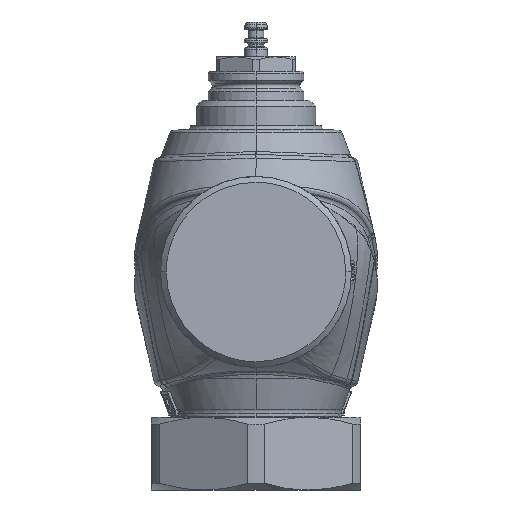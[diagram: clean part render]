
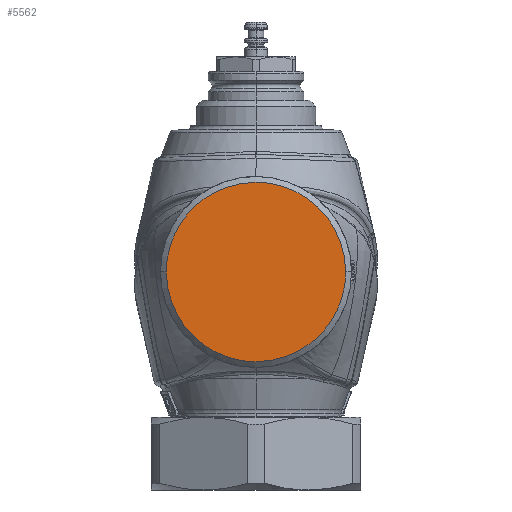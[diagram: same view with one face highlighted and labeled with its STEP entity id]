
A CAD part, left-side view. The second image highlights one B-rep face of the part: STEP entity #5562.
In plain terms, the highlighted planar face has unit normal (-1, 0, 0).
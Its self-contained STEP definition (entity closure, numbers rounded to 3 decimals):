
#5475=CARTESIAN_POINT('Axis2P3D Location',(-65.,0.,0.)) ;
#5481=CARTESIAN_POINT('Control Point',(-65.,0.,30.855)) ;
#5482=CARTESIAN_POINT('Control Point',(-65.,2.28,30.855)) ;
#5483=CARTESIAN_POINT('Control Point',(-65.,4.56,30.644)) ;
#5484=CARTESIAN_POINT('Control Point',(-65.,6.814,30.223)) ;
#5485=CARTESIAN_POINT('Control Point',(-65.,11.908,28.773)) ;
#5486=CARTESIAN_POINT('Control Point',(-65.,16.595,26.272)) ;
#5487=CARTESIAN_POINT('Control Point',(-65.,19.069,24.535)) ;
#5488=CARTESIAN_POINT('Control Point',(-65.,23.547,20.496)) ;
#5489=CARTESIAN_POINT('Control Point',(-65.,26.93,15.504)) ;
#5490=CARTESIAN_POINT('Control Point',(-65.,28.309,12.814)) ;
#5491=CARTESIAN_POINT('Control Point',(-65.,29.844,8.634)) ;
#5492=CARTESIAN_POINT('Control Point',(-65.,30.608,4.273)) ;
#5493=CARTESIAN_POINT('Control Point',(-65.,30.773,2.853)) ;
#5494=CARTESIAN_POINT('Control Point',(-65.,30.855,1.427)) ;
#5495=CARTESIAN_POINT('Control Point',(-65.,30.855,0.)) ;
#5496=CARTESIAN_POINT('Vertex',(-65.,0.,30.855)) ;
#5498=CARTESIAN_POINT('Vertex',(-65.,30.855,0.)) ;
#5502=CARTESIAN_POINT('Control Point',(-65.,30.855,0.)) ;
#5503=CARTESIAN_POINT('Control Point',(-65.,30.855,-2.993)) ;
#5504=CARTESIAN_POINT('Control Point',(-65.,30.492,-5.987)) ;
#5505=CARTESIAN_POINT('Control Point',(-65.,29.766,-8.921)) ;
#5506=CARTESIAN_POINT('Control Point',(-65.,27.617,-14.556)) ;
#5507=CARTESIAN_POINT('Control Point',(-65.,24.183,-19.514)) ;
#5508=CARTESIAN_POINT('Control Point',(-65.,22.172,-21.771)) ;
#5509=CARTESIAN_POINT('Control Point',(-65.,17.644,-25.754)) ;
#5510=CARTESIAN_POINT('Control Point',(-65.,12.295,-28.538)) ;
#5511=CARTESIAN_POINT('Control Point',(-65.,9.463,-29.598)) ;
#5512=CARTESIAN_POINT('Control Point',(-65.,5.833,-30.472)) ;
#5513=CARTESIAN_POINT('Control Point',(-65.,2.139,-30.793)) ;
#5514=CARTESIAN_POINT('Control Point',(-65.,1.427,-30.834)) ;
#5515=CARTESIAN_POINT('Control Point',(-65.,0.713,-30.855)) ;
#5516=CARTESIAN_POINT('Control Point',(-65.,0.,-30.855)) ;
#5517=CARTESIAN_POINT('Vertex',(-65.,0.,-30.855)) ;
#5521=CARTESIAN_POINT('Control Point',(-65.,0.,-30.855)) ;
#5522=CARTESIAN_POINT('Control Point',(-65.,-2.28,-30.855)) ;
#5523=CARTESIAN_POINT('Control Point',(-65.,-4.56,-30.644)) ;
#5524=CARTESIAN_POINT('Control Point',(-65.,-6.814,-30.223)) ;
#5525=CARTESIAN_POINT('Control Point',(-65.,-11.908,-28.773)) ;
#5526=CARTESIAN_POINT('Control Point',(-65.,-16.595,-26.272)) ;
#5527=CARTESIAN_POINT('Control Point',(-65.,-19.069,-24.535)) ;
#5528=CARTESIAN_POINT('Control Point',(-65.,-23.547,-20.496)) ;
#5529=CARTESIAN_POINT('Control Point',(-65.,-26.93,-15.504)) ;
#5530=CARTESIAN_POINT('Control Point',(-65.,-28.309,-12.814)) ;
#5531=CARTESIAN_POINT('Control Point',(-65.,-29.844,-8.634)) ;
#5532=CARTESIAN_POINT('Control Point',(-65.,-30.608,-4.273)) ;
#5533=CARTESIAN_POINT('Control Point',(-65.,-30.773,-2.853)) ;
#5534=CARTESIAN_POINT('Control Point',(-65.,-30.855,-1.427)) ;
#5535=CARTESIAN_POINT('Control Point',(-65.,-30.855,0.)) ;
#5536=CARTESIAN_POINT('Vertex',(-65.,-30.855,0.)) ;
#5540=CARTESIAN_POINT('Control Point',(-65.,-30.855,0.)) ;
#5541=CARTESIAN_POINT('Control Point',(-65.,-30.855,2.993)) ;
#5542=CARTESIAN_POINT('Control Point',(-65.,-30.492,5.987)) ;
#5543=CARTESIAN_POINT('Control Point',(-65.,-29.766,8.921)) ;
#5544=CARTESIAN_POINT('Control Point',(-65.,-27.617,14.556)) ;
#5545=CARTESIAN_POINT('Control Point',(-65.,-24.183,19.514)) ;
#5546=CARTESIAN_POINT('Control Point',(-65.,-22.172,21.771)) ;
#5547=CARTESIAN_POINT('Control Point',(-65.,-17.644,25.754)) ;
#5548=CARTESIAN_POINT('Control Point',(-65.,-12.295,28.538)) ;
#5549=CARTESIAN_POINT('Control Point',(-65.,-9.463,29.598)) ;
#5550=CARTESIAN_POINT('Control Point',(-65.,-5.833,30.472)) ;
#5551=CARTESIAN_POINT('Control Point',(-65.,-2.139,30.793)) ;
#5552=CARTESIAN_POINT('Control Point',(-65.,-1.427,30.834)) ;
#5553=CARTESIAN_POINT('Control Point',(-65.,-0.713,30.855)) ;
#5554=CARTESIAN_POINT('Control Point',(-65.,0.,30.855)) ;
#5476=DIRECTION('Axis2P3D Direction',(1.,0.,0.)) ;
#5477=DIRECTION('Axis2P3D XDirection',(0.,1.,0.)) ;
#5478=AXIS2_PLACEMENT_3D('Plane Axis2P3D',#5475,#5476,#5477) ;
#5479=PLANE('',#5478) ;
#5500=EDGE_CURVE('',#5497,#5499,#5480,.T.) ;
#5519=EDGE_CURVE('',#5499,#5518,#5501,.T.) ;
#5538=EDGE_CURVE('',#5518,#5537,#5520,.T.) ;
#5555=EDGE_CURVE('',#5537,#5497,#5539,.T.) ;
#5557=ORIENTED_EDGE('',*,*,#5500,.T.) ;
#5558=ORIENTED_EDGE('',*,*,#5519,.T.) ;
#5559=ORIENTED_EDGE('',*,*,#5538,.T.) ;
#5560=ORIENTED_EDGE('',*,*,#5555,.T.) ;
#5556=EDGE_LOOP('',(#5557,#5558,#5559,#5560)) ;
#5497=VERTEX_POINT('',#5496) ;
#5499=VERTEX_POINT('',#5498) ;
#5518=VERTEX_POINT('',#5517) ;
#5537=VERTEX_POINT('',#5536) ;
#5562=ADVANCED_FACE('PartBody',(#5561),#5479,.F.) ;
#5480=B_SPLINE_CURVE_WITH_KNOTS('',5,(#5481,#5482,#5483,#5484,#5485,#5486,#5487,#5488,#5489,#5490,#5491,#5492,#5493,#5494,#5495),.UNSPECIFIED.,.F.,.U.,(6,3,3,3,6),(68.542,84.665,105.831,126.997,137.084),.UNSPECIFIED.) ;
#5501=B_SPLINE_CURVE_WITH_KNOTS('',5,(#5502,#5503,#5504,#5505,#5506,#5507,#5508,#5509,#5510,#5511,#5512,#5513,#5514,#5515,#5516),.UNSPECIFIED.,.F.,.U.,(6,3,3,3,6),(0.,21.166,42.332,63.498,68.542),.UNSPECIFIED.) ;
#5520=B_SPLINE_CURVE_WITH_KNOTS('',5,(#5521,#5522,#5523,#5524,#5525,#5526,#5527,#5528,#5529,#5530,#5531,#5532,#5533,#5534,#5535),.UNSPECIFIED.,.F.,.U.,(6,3,3,3,6),(68.542,84.665,105.831,126.997,137.084),.UNSPECIFIED.) ;
#5539=B_SPLINE_CURVE_WITH_KNOTS('',5,(#5540,#5541,#5542,#5543,#5544,#5545,#5546,#5547,#5548,#5549,#5550,#5551,#5552,#5553,#5554),.UNSPECIFIED.,.F.,.U.,(6,3,3,3,6),(0.,21.166,42.332,63.498,68.542),.UNSPECIFIED.) ;
#5561=FACE_OUTER_BOUND('',#5556,.T.) ;
